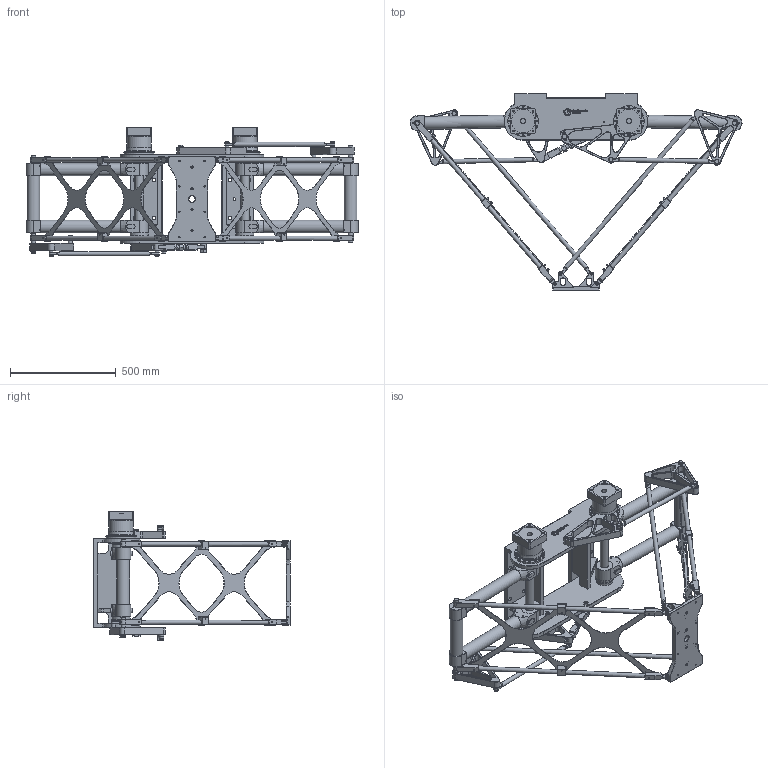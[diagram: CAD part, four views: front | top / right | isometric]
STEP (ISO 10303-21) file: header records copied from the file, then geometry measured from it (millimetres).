
FILE_DESCRIPTION(/* description */ (''),/* implementation_level */ '2;1');
FILE_NAME(/* name */ '3D-model_A_00096-01.stp',/* time_stamp */ '2022-02-21T13:50:56+01:00',/* author */ ('michael.schutter'),/* organization */ ('Majatronic'),/* preprocessor_version */ 'ST-DEVELOPER v16.5',/* originating_system */ 'Autodesk Inventor 2017',/* authorisation */ '');
FILE_SCHEMA (('AUTOMOTIVE_DESIGN { 1 0 10303 214 3 1 1 }'));
Products named in the file (14): MT_BGR00020759MT_BGR; MT_BGR00018059MT_BGR; MT_WST00040267MT_WST; MT_WST00055630MT_WST; MT_WST00040279MT_WST; MT_WST00040287MT_WST; MT_WST00040294MT_WST; MT_WST00053812MT_WST; MT_WST00053814MT_WST; MT_WST00065403MT_WST; MT_WST00040286MT_WST; MT_WST00065406MT_WST; MT_WST00065407MT_WST; MT_WST00053817MT_WST
Assembly tree (21 placements, depth 3):
  MT_BGR00020759MT_BGR
    MT_BGR00018059MT_BGR
      MT_WST00040267MT_WST
      MT_WST00055630MT_WST  x2
    MT_WST00040279MT_WST
    MT_WST00040287MT_WST  x2
    MT_WST00040294MT_WST  x2
    MT_WST00053812MT_WST
    MT_WST00053814MT_WST
    MT_WST00065403MT_WST  x2
    MT_WST00040286MT_WST  x2
    MT_WST00065406MT_WST  x2
    MT_WST00065407MT_WST  x2
    MT_WST00053817MT_WST  x2
Bounding box: 1569.79 x 930 x 607.01 mm (x, y, z)
Volume: 29032548.5 mm3; surface area: 3484227 mm2
Topology: 20 solids, 20 shells, 3552 faces, 8245 edges, 5089 vertices
Faces by surface type: plane 1895, cylinder 913, cone 600, torus 100, sphere 24, bspline 20
Full cylindrical faces by diameter (mm): 3.459 x4, 4.917 x38, 5 x36, 6.647 x40, 6.917 x8, 8 x28, 8.5 x64, 9 x8, 9.5 x4, 10 x2, 12 x27, 17.5 x8, 18 x24, 20 x36, 23 x6, 24 x4, 29 x1, 30 x2, 40 x2, 50 x2, 60 x7, 68 x2, 80 x6, 85 x4, 110 x4, 111 x2, 115 x2, 115.4 x2, 120 x4, 145 x2
Entity records: 80329 total; most frequent: CARTESIAN_POINT 17431, DIRECTION 13255, ORIENTED_EDGE 11692, EDGE_CURVE 5846, AXIS2_PLACEMENT_3D 4816, VERTEX_POINT 3848, LINE 3623, VECTOR 3623
